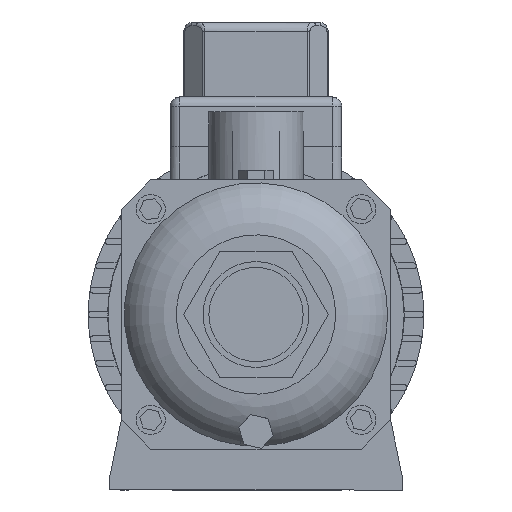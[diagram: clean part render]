
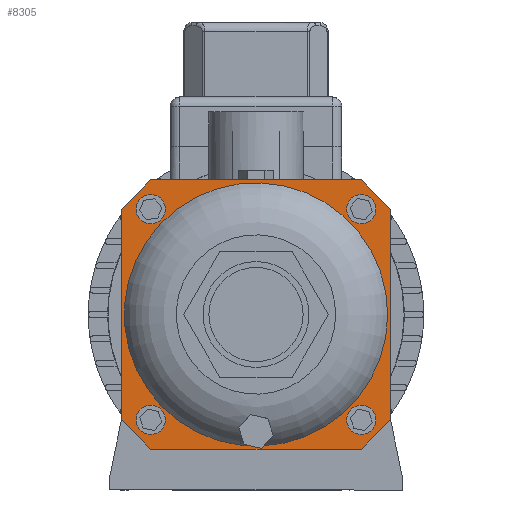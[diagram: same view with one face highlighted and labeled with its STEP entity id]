
A CAD part, left-side view. The second image highlights one B-rep face of the part: STEP entity #8305.
In plain terms, the highlighted planar face has unit normal (-1, 0, 0).
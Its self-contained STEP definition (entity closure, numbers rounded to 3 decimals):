
#165=FACE_BOUND($,#1395,.T.);
#166=FACE_BOUND($,#1396,.T.);
#167=FACE_BOUND($,#1397,.T.);
#168=FACE_BOUND($,#1398,.T.);
#169=FACE_BOUND($,#1399,.T.);
#454=PLANE($,#9083);
#889=FACE_OUTER_BOUND($,#1394,.T.);
#1394=EDGE_LOOP($,(#7301,#7302,#7303,#7304,#7305,#7306,#7307,#7308));
#1395=EDGE_LOOP($,(#7309,#7310));
#1396=EDGE_LOOP($,(#7311));
#1397=EDGE_LOOP($,(#7312));
#1398=EDGE_LOOP($,(#7313));
#1399=EDGE_LOOP($,(#7314));
#1848=CIRCLE($,#9082,7.85);
#1849=CIRCLE($,#9084,67.5);
#1850=CIRCLE($,#9085,7.5);
#1851=CIRCLE($,#9086,7.5);
#1852=CIRCLE($,#9087,7.5);
#1853=CIRCLE($,#9088,7.5);
#2486=LINE($,#14129,#3255);
#2487=LINE($,#14131,#3256);
#2488=LINE($,#14133,#3257);
#2489=LINE($,#14135,#3258);
#2490=LINE($,#14137,#3259);
#2491=LINE($,#14139,#3260);
#2492=LINE($,#14141,#3261);
#2493=LINE($,#14142,#3262);
#3255=VECTOR($,#11121,21.213);
#3256=VECTOR($,#11122,108.);
#3257=VECTOR($,#11123,21.213);
#3258=VECTOR($,#11124,108.);
#3259=VECTOR($,#11125,21.213);
#3260=VECTOR($,#11126,108.);
#3261=VECTOR($,#11127,21.213);
#3262=VECTOR($,#11128,108.);
#4058=VERTEX_POINT($,#14053);
#4059=VERTEX_POINT($,#14054);
#4060=VERTEX_POINT($,#14127);
#4061=VERTEX_POINT($,#14128);
#4062=VERTEX_POINT($,#14130);
#4063=VERTEX_POINT($,#14132);
#4064=VERTEX_POINT($,#14134);
#4065=VERTEX_POINT($,#14136);
#4066=VERTEX_POINT($,#14138);
#4067=VERTEX_POINT($,#14140);
#4068=VERTEX_POINT($,#14144);
#4069=VERTEX_POINT($,#14146);
#4070=VERTEX_POINT($,#14148);
#4071=VERTEX_POINT($,#14150);
#5169=EDGE_CURVE($,#4059,#4058,#1848,.T.);
#5170=EDGE_CURVE($,#4060,#4061,#2486,.T.);
#5171=EDGE_CURVE($,#4060,#4062,#2487,.T.);
#5172=EDGE_CURVE($,#4063,#4062,#2488,.T.);
#5173=EDGE_CURVE($,#4063,#4064,#2489,.T.);
#5174=EDGE_CURVE($,#4065,#4064,#2490,.T.);
#5175=EDGE_CURVE($,#4065,#4066,#2491,.T.);
#5176=EDGE_CURVE($,#4067,#4066,#2492,.T.);
#5177=EDGE_CURVE($,#4067,#4061,#2493,.T.);
#5178=EDGE_CURVE($,#4059,#4058,#1849,.T.);
#5179=EDGE_CURVE($,#4068,#4068,#1850,.T.);
#5180=EDGE_CURVE($,#4069,#4069,#1851,.T.);
#5181=EDGE_CURVE($,#4070,#4070,#1852,.T.);
#5182=EDGE_CURVE($,#4071,#4071,#1853,.T.);
#7301=ORIENTED_EDGE($,*,*,#5170,.F.);
#7302=ORIENTED_EDGE($,*,*,#5171,.T.);
#7303=ORIENTED_EDGE($,*,*,#5172,.F.);
#7304=ORIENTED_EDGE($,*,*,#5173,.T.);
#7305=ORIENTED_EDGE($,*,*,#5174,.F.);
#7306=ORIENTED_EDGE($,*,*,#5175,.T.);
#7307=ORIENTED_EDGE($,*,*,#5176,.F.);
#7308=ORIENTED_EDGE($,*,*,#5177,.T.);
#7309=ORIENTED_EDGE($,*,*,#5169,.T.);
#7310=ORIENTED_EDGE($,*,*,#5178,.F.);
#7311=ORIENTED_EDGE($,*,*,#5179,.T.);
#7312=ORIENTED_EDGE($,*,*,#5180,.T.);
#7313=ORIENTED_EDGE($,*,*,#5181,.T.);
#7314=ORIENTED_EDGE($,*,*,#5182,.T.);
#8305=ADVANCED_FACE($,(#889,#165,#166,#167,#168,#169),#454,.T.);
#9082=AXIS2_PLACEMENT_3D($,#14125,#11117,#11118);
#9083=AXIS2_PLACEMENT_3D($,#14126,#11119,#11120);
#9084=AXIS2_PLACEMENT_3D($,#14143,#11129,#11130);
#9085=AXIS2_PLACEMENT_3D($,#14145,#11131,#11132);
#9086=AXIS2_PLACEMENT_3D($,#14147,#11133,#11134);
#9087=AXIS2_PLACEMENT_3D($,#14149,#11135,#11136);
#9088=AXIS2_PLACEMENT_3D($,#14151,#11137,#11138);
#11117=DIRECTION('center_axis',(1.,0.,0.));
#11118=DIRECTION('ref_axis',(0.,1.,0.));
#11119=DIRECTION('center_axis',(-1.,0.,0.));
#11120=DIRECTION('ref_axis',(0.,-1.,0.));
#11121=DIRECTION($,(0.,0.707,0.707));
#11122=DIRECTION($,(0.,-1.,0.));
#11123=DIRECTION($,(0.,0.707,-0.707));
#11124=DIRECTION($,(0.,0.,1.));
#11125=DIRECTION($,(0.,-0.707,-0.707));
#11126=DIRECTION($,(0.,1.,0.));
#11127=DIRECTION($,(0.,-0.707,0.707));
#11128=DIRECTION($,(0.,0.,-1.));
#11129=DIRECTION('center_axis',(-1.,0.,0.));
#11130=DIRECTION('ref_axis',(0.,-1.,0.));
#11131=DIRECTION('center_axis',(1.,0.,0.));
#11132=DIRECTION('ref_axis',(0.,1.,0.));
#11133=DIRECTION('center_axis',(1.,0.,0.));
#11134=DIRECTION('ref_axis',(0.,1.,0.));
#11135=DIRECTION('center_axis',(1.,0.,0.));
#11136=DIRECTION('ref_axis',(0.,1.,0.));
#11137=DIRECTION('center_axis',(1.,0.,0.));
#11138=DIRECTION('ref_axis',(0.,1.,0.));
#14053=CARTESIAN_POINT('',(-127.871,2.458,22.545));
#14054=CARTESIAN_POINT('',(-127.871,-2.458,22.545));
#14125=CARTESIAN_POINT('Origin',(-127.871,0.,30.));
#14126=CARTESIAN_POINT('Origin',(-127.871,0.,90.));
#14127=CARTESIAN_POINT('',(-127.871,54.,21.));
#14128=CARTESIAN_POINT('',(-127.871,69.,36.));
#14129=CARTESIAN_POINT($,(-127.871,61.5,28.5));
#14130=CARTESIAN_POINT('',(-127.871,-54.,21.));
#14131=CARTESIAN_POINT($,(-127.871,69.,21.));
#14132=CARTESIAN_POINT('',(-127.871,-69.,36.));
#14133=CARTESIAN_POINT($,(-127.871,-61.5,28.5));
#14134=CARTESIAN_POINT('',(-127.871,-69.,144.));
#14135=CARTESIAN_POINT($,(-127.871,-69.,21.));
#14136=CARTESIAN_POINT('',(-127.871,-54.,159.));
#14137=CARTESIAN_POINT($,(-127.871,-61.5,151.5));
#14138=CARTESIAN_POINT('',(-127.871,54.,159.));
#14139=CARTESIAN_POINT($,(-127.871,-69.,159.));
#14140=CARTESIAN_POINT('',(-127.871,69.,144.));
#14141=CARTESIAN_POINT($,(-127.871,61.5,151.5));
#14142=CARTESIAN_POINT($,(-127.871,69.,159.));
#14143=CARTESIAN_POINT('Origin',(-127.871,0.,90.));
#14144=CARTESIAN_POINT('',(-127.871,46.5,144.));
#14145=CARTESIAN_POINT('Origin',(-127.871,54.,144.));
#14146=CARTESIAN_POINT('',(-127.871,-61.5,144.));
#14147=CARTESIAN_POINT('Origin',(-127.871,-54.,144.));
#14148=CARTESIAN_POINT('',(-127.871,46.5,36.));
#14149=CARTESIAN_POINT('Origin',(-127.871,54.,36.));
#14150=CARTESIAN_POINT('',(-127.871,-61.5,36.));
#14151=CARTESIAN_POINT('Origin',(-127.871,-54.,36.));
